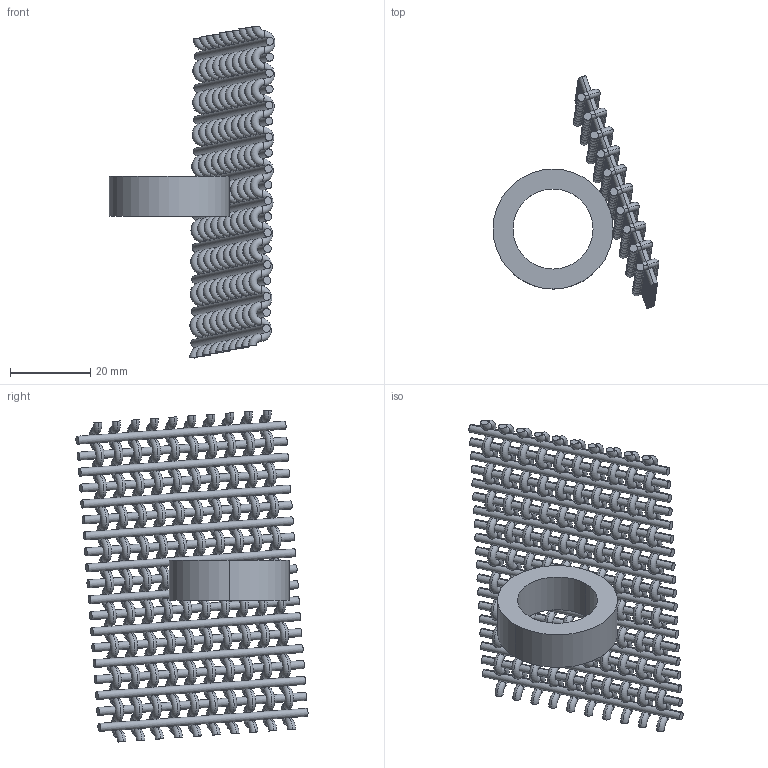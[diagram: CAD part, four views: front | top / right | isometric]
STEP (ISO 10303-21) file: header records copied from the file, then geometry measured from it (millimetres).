
FILE_DESCRIPTION (( 'STEP AP214' ), '1' );
FILE_NAME ('crash test.STEP', '2017-08-18T13:52:56', ( 'HM' ), ( '' ), 'SwSTEP 2.0', 'SolidWorks 2017', '' );
FILE_SCHEMA (( 'AUTOMOTIVE_DESIGN' ));
Length unit declared in the file: millimetre
Products named in the file (3): 謥賥縺; ãàê; crash test
Assembly tree (2 placements, depth 2):
  crash test
    ãàê
    謥賥縺
Bounding box: 41.46 x 58.01 x 82.99 mm (x, y, z)
Volume: 11157.8 mm3; surface area: 17000 mm2
Topology: 30 solids, 30 shells, 522 faces, 986 edges, 524 vertices
Faces by surface type: torus 420, plane 60, cylinder 42
Entity records: 13560 total; most frequent: DIRECTION 2984, CARTESIAN_POINT 2037, ORIENTED_EDGE 1972, AXIS2_PLACEMENT_3D 1471, EDGE_CURVE 986, CIRCLE 944, EDGE_LOOP 524, VERTEX_POINT 524
